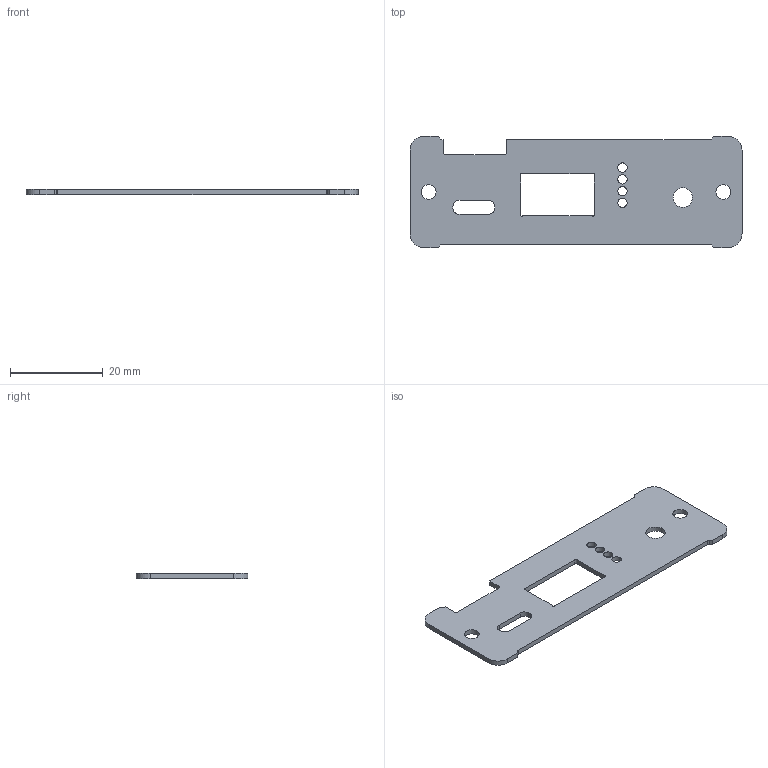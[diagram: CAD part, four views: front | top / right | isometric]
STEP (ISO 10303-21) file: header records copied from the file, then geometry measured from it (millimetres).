
FILE_DESCRIPTION(('KiCad electronic assembly'),'2;1');
FILE_NAME('FTDI master front.step','2024-07-19T16:15:05',('Pcbnew'),( 'Kicad'),'Open CASCADE STEP processor 7.8','KiCad to STEP converter' ,'Unknown');
FILE_SCHEMA(('AUTOMOTIVE_DESIGN { 1 0 10303 214 1 1 1 1 }'));
Length unit declared in the file: millimetre
Products named in the file (2): FTDI master front 1; FTDI master front_PCB
Assembly tree (1 placements, depth 2):
  FTDI master front 1
    FTDI master front_PCB
Bounding box: 71.5 x 24 x 1.09 mm (x, y, z)
Volume: 1491.6 mm3; surface area: 3089.7 mm2
Topology: 1 solids, 1 shells, 54 faces, 156 edges, 104 vertices
Faces by surface type: cylinder 27, plane 27
Full cylindrical faces by diameter (mm): 2 x4, 3.2 x2, 4.2 x1
Entity records: 1867 total; most frequent: DIRECTION 322, CARTESIAN_POINT 316, ORIENTED_EDGE 312, EDGE_CURVE 156, AXIS2_PLACEMENT_3D 110, VERTEX_POINT 104, LINE 102, VECTOR 102
